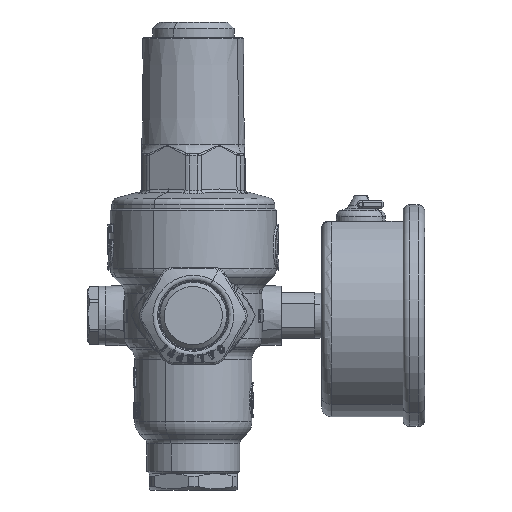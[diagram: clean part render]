
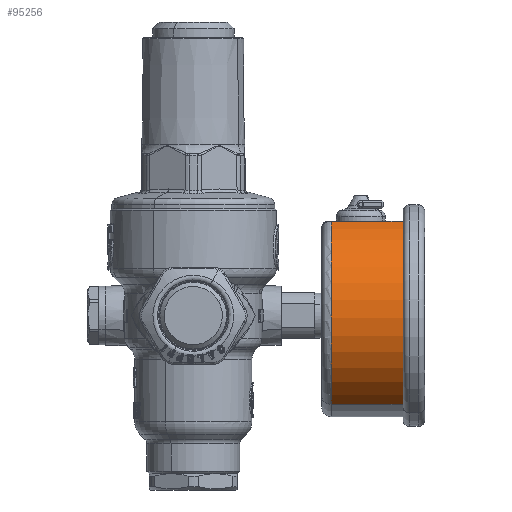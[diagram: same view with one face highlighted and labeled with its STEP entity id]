
A CAD part, front view. The second image highlights one B-rep face of the part: STEP entity #95256.
In plain terms, the highlighted cylindrical face has radius 31 mm (diameter 62 mm), a partial arc.
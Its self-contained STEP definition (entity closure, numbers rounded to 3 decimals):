
#92225=CARTESIAN_POINT('Vertex',(42.38,8.138,-27.205)) ;
#92240=CARTESIAN_POINT('Axis2P3D Location',(42.38,23.,0.)) ;
#92244=CARTESIAN_POINT('Vertex',(42.38,11.687,28.862)) ;
#95068=CARTESIAN_POINT('Axis2P3D Location',(55.18,23.,0.)) ;
#95223=CARTESIAN_POINT('Vertex',(64.38,8.138,-27.205)) ;
#95226=CARTESIAN_POINT('Line Origine',(51.88,8.138,-27.205)) ;
#95238=CARTESIAN_POINT('Axis2P3D Location',(64.38,23.,0.)) ;
#95242=CARTESIAN_POINT('Vertex',(64.38,11.687,28.862)) ;
#95245=CARTESIAN_POINT('Line Origine',(51.88,11.687,28.862)) ;
#92241=DIRECTION('Axis2P3D Direction',(-1.,0.,-0.)) ;
#95069=DIRECTION('Axis2P3D Direction',(-1.,0.,0.)) ;
#95070=DIRECTION('Axis2P3D XDirection',(0.,0.479,0.878)) ;
#95227=DIRECTION('Vector Direction',(-1.,0.,0.)) ;
#95239=DIRECTION('Axis2P3D Direction',(-1.,0.,0.)) ;
#95246=DIRECTION('Vector Direction',(-1.,0.,0.)) ;
#92242=AXIS2_PLACEMENT_3D('Circle Axis2P3D',#92240,#92241,$) ;
#95071=AXIS2_PLACEMENT_3D('Cylinder Axis2P3D',#95068,#95069,#95070) ;
#95240=AXIS2_PLACEMENT_3D('Circle Axis2P3D',#95238,#95239,$) ;
#95251=ORIENTED_EDGE('',*,*,#92246,.F.) ;
#95252=ORIENTED_EDGE('',*,*,#95230,.T.) ;
#95253=ORIENTED_EDGE('',*,*,#95244,.T.) ;
#95254=ORIENTED_EDGE('',*,*,#95249,.T.) ;
#95228=VECTOR('Line Direction',#95227,1.) ;
#95247=VECTOR('Line Direction',#95246,1.) ;
#95256=ADVANCED_FACE('PartBody',(#95255),#95072,.T.) ;
#92243=CIRCLE('generated circle',#92242,31.) ;
#95241=CIRCLE('generated circle',#95240,31.) ;
#95072=CYLINDRICAL_SURFACE('generated cylinder',#95071,31.) ;
#92246=EDGE_CURVE('',#92226,#92245,#92243,.T.) ;
#95230=EDGE_CURVE('',#92226,#95224,#95229,.F.) ;
#95244=EDGE_CURVE('',#95224,#95243,#95241,.T.) ;
#95249=EDGE_CURVE('',#95243,#92245,#95248,.T.) ;
#95250=EDGE_LOOP('',(#95251,#95252,#95253,#95254)) ;
#95255=FACE_OUTER_BOUND('',#95250,.T.) ;
#95229=LINE('Line',#95226,#95228) ;
#95248=LINE('Line',#95245,#95247) ;
#92226=VERTEX_POINT('',#92225) ;
#92245=VERTEX_POINT('',#92244) ;
#95224=VERTEX_POINT('',#95223) ;
#95243=VERTEX_POINT('',#95242) ;
